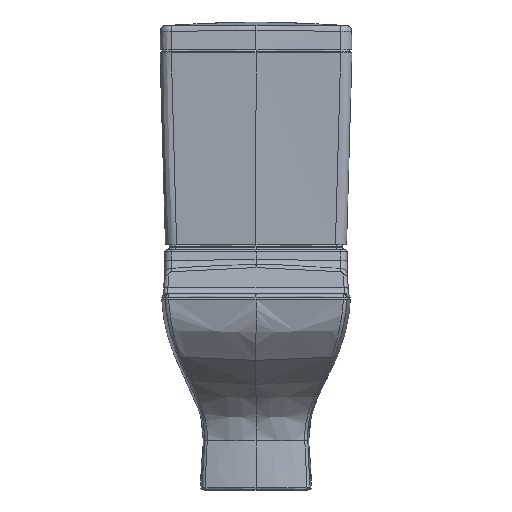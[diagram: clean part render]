
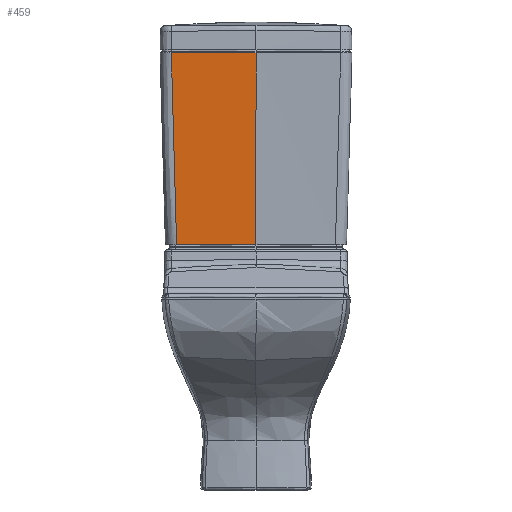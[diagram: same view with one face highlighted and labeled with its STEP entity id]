
A CAD part, front view. The second image highlights one B-rep face of the part: STEP entity #459.
In plain terms, the highlighted free-form (B-spline) face has degree [3, 3] with [5, 6] control points.
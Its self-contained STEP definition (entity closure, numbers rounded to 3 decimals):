
#68=(
BOUNDED_CURVE()
B_SPLINE_CURVE(3,(#5722,#5723,#5724,#5725),.UNSPECIFIED.,.F.,.F.)
B_SPLINE_CURVE_WITH_KNOTS((4,4),(0.,1.),.UNSPECIFIED.)
CURVE()
GEOMETRIC_REPRESENTATION_ITEM()
RATIONAL_B_SPLINE_CURVE((1.,1.,1.,
1.))
REPRESENTATION_ITEM('')
);
#340=B_SPLINE_SURFACE_WITH_KNOTS('',3,3,((#5726,#5727,#5728,#5729,#5730,
#5731),(#5732,#5733,#5734,#5735,#5736,#5737),(#5738,#5739,#5740,#5741,#5742,
#5743),(#5744,#5745,#5746,#5747,#5748,#5749),(#5750,#5751,#5752,#5753,#5754,
#5755)),.UNSPECIFIED.,.F.,.F.,.F.,(4,1,4),(4,1,1,4),(0.,0.8,1.),(0.,0.2,
0.6,1.),.UNSPECIFIED.);
#459=ADVANCED_FACE('',(#775),#340,.T.);
#775=FACE_OUTER_BOUND('',#1049,.T.);
#1049=EDGE_LOOP('',(#1936,#1937,#1938,#1939));
#1328=B_SPLINE_CURVE_WITH_KNOTS('',3,(#4930,#4931,#4932,#4933),
 .UNSPECIFIED.,.F.,.F.,(4,4),(0.,1.),.UNSPECIFIED.);
#1351=B_SPLINE_CURVE_WITH_KNOTS('',3,(#5711,#5712,#5713,#5714),
 .UNSPECIFIED.,.F.,.F.,(4,4),(0.,1.),.UNSPECIFIED.);
#1352=B_SPLINE_CURVE_WITH_KNOTS('',3,(#5717,#5718,#5719,#5720,#5721),
 .UNSPECIFIED.,.F.,.F.,(4,1,4),(0.,0.001,1.),
 .UNSPECIFIED.);
#1936=ORIENTED_EDGE('',*,*,#3782,.F.);
#1937=ORIENTED_EDGE('',*,*,#3783,.T.);
#1938=ORIENTED_EDGE('',*,*,#3753,.T.);
#1939=ORIENTED_EDGE('',*,*,#3784,.F.);
#3315=VERTEX_POINT('',#4929);
#3316=VERTEX_POINT('',#4934);
#3336=VERTEX_POINT('',#5715);
#3337=VERTEX_POINT('',#5716);
#3753=EDGE_CURVE('',#3316,#3315,#1328,.T.);
#3782=EDGE_CURVE('',#3336,#3337,#1351,.T.);
#3783=EDGE_CURVE('',#3336,#3316,#1352,.T.);
#3784=EDGE_CURVE('',#3337,#3315,#68,.T.);
#4929=CARTESIAN_POINT('',(-172.643,-143.972,491.));
#4930=CARTESIAN_POINT('',(0.,-151.,491.));
#4931=CARTESIAN_POINT('',(-57.574,-151.,491.));
#4932=CARTESIAN_POINT('',(-115.238,-148.65,491.));
#4933=CARTESIAN_POINT('',(-172.643,-143.972,491.));
#4934=CARTESIAN_POINT('',(0.,-151.,491.));
#5711=CARTESIAN_POINT('',(0.,-132.386,99.8));
#5712=CARTESIAN_POINT('',(-54.033,-132.386,99.8));
#5713=CARTESIAN_POINT('',(-108.034,-129.958,99.8));
#5714=CARTESIAN_POINT('',(-161.849,-125.115,99.8));
#5715=CARTESIAN_POINT('',(0.,-132.386,99.8));
#5716=CARTESIAN_POINT('',(-161.849,-125.115,99.8));
#5717=CARTESIAN_POINT('',(0.,-132.386,99.8));
#5718=CARTESIAN_POINT('',(0.,-132.39,99.867));
#5719=CARTESIAN_POINT('',(0.,-141.94,230.108));
#5720=CARTESIAN_POINT('',(0.,-148.143,360.508));
#5721=CARTESIAN_POINT('',(0.,-151.,491.));
#5722=CARTESIAN_POINT('',(-161.849,-125.115,99.8));
#5723=CARTESIAN_POINT('',(-168.083,-134.49,229.919));
#5724=CARTESIAN_POINT('',(-171.654,-140.823,360.425));
#5725=CARTESIAN_POINT('',(-172.643,-143.972,491.));
#5726=CARTESIAN_POINT('',(0.,-152.988,686.848));
#5727=CARTESIAN_POINT('',(0.,-153.022,621.532));
#5728=CARTESIAN_POINT('',(0.,-151.243,425.674));
#5729=CARTESIAN_POINT('',(0.,-135.743,99.841));
#5730=CARTESIAN_POINT('',(0.,-109.972,-160.19));
#5731=CARTESIAN_POINT('',(0.,-97.086,-290.205));
#5732=CARTESIAN_POINT('',(-66.903,-152.978,686.636));
#5733=CARTESIAN_POINT('',(-66.298,-153.016,621.411));
#5734=CARTESIAN_POINT('',(-64.481,-151.248,425.771));
#5735=CARTESIAN_POINT('',(-61.453,-135.748,99.938));
#5736=CARTESIAN_POINT('',(-59.031,-109.958,-160.48));
#5737=CARTESIAN_POINT('',(-57.82,-97.063,-290.689));
#5738=CARTESIAN_POINT('',(-150.821,-149.291,686.371));
#5739=CARTESIAN_POINT('',(-149.41,-149.308,621.26));
#5740=CARTESIAN_POINT('',(-145.176,-147.472,425.892));
#5741=CARTESIAN_POINT('',(-138.12,-131.837,100.059));
#5742=CARTESIAN_POINT('',(-132.475,-105.916,-160.844));
#5743=CARTESIAN_POINT('',(-129.652,-92.955,-291.295));
#5744=CARTESIAN_POINT('',(-233.922,-141.089,686.106));
#5745=CARTESIAN_POINT('',(-231.775,-141.042,621.108));
#5746=CARTESIAN_POINT('',(-225.334,-139.011,426.013));
#5747=CARTESIAN_POINT('',(-214.599,-123.03,100.18));
#5748=CARTESIAN_POINT('',(-206.011,-96.808,-161.207));
#5749=CARTESIAN_POINT('',(-201.717,-83.698,-291.901));
#5750=CARTESIAN_POINT('',(-250.518,-139.313,686.053));
#5751=CARTESIAN_POINT('',(-248.226,-139.252,621.078));
#5752=CARTESIAN_POINT('',(-241.35,-137.179,426.038));
#5753=CARTESIAN_POINT('',(-229.889,-121.122,100.204));
#5754=CARTESIAN_POINT('',(-220.721,-94.835,-161.28));
#5755=CARTESIAN_POINT('',(-216.137,-81.692,-292.022));
